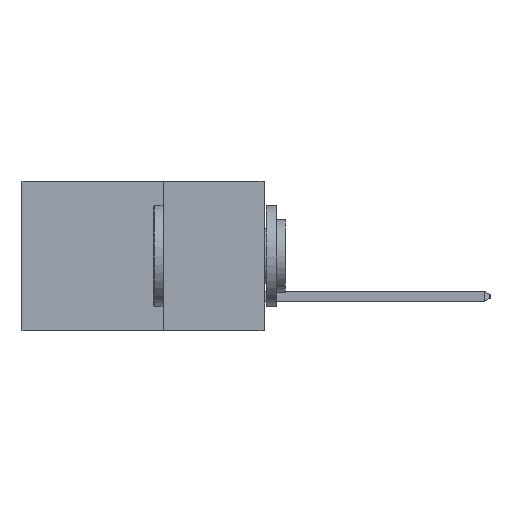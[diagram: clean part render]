
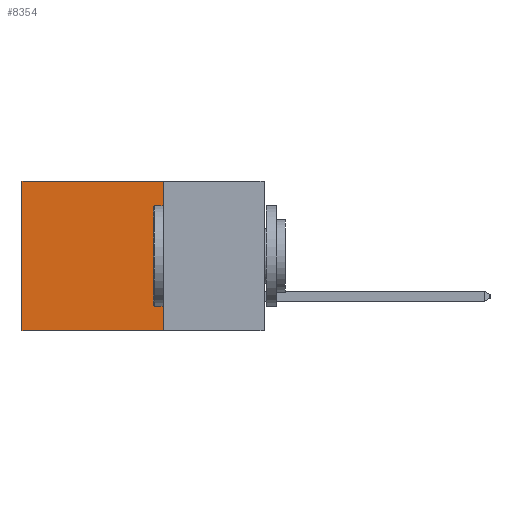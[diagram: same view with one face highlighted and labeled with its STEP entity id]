
A CAD part, left-side view. The second image highlights one B-rep face of the part: STEP entity #8354.
In plain terms, the highlighted planar face has unit normal (-1, 0, 0).
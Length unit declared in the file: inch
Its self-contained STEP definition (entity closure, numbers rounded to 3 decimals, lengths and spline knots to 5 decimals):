
#300 = DIRECTION ( 'NONE',  ( 0., 1., 0. ) ) ;
#598 = EDGE_CURVE ( 'NONE', #823, #9334, #11577, .T. ) ;
#651 = CARTESIAN_POINT ( 'NONE',  ( 0.2615, 0.25, -0.37 ) ) ;
#823 = VERTEX_POINT ( 'NONE', #13354 ) ;
#910 = ORIENTED_EDGE ( 'NONE', *, *, #13572, .T. ) ;
#1321 = EDGE_CURVE ( 'NONE', #823, #10108, #5267, .T. ) ;
#1884 = CARTESIAN_POINT ( 'NONE',  ( 0.2615, 0.6, -0.37 ) ) ;
#3567 = ORIENTED_EDGE ( 'NONE', *, *, #598, .F. ) ;
#4484 = CARTESIAN_POINT ( 'NONE',  ( 0.2615, 0.25, -0.37 ) ) ;
#4862 = VECTOR ( 'NONE', #13781, 39.37008 ) ;
#5267 = LINE ( 'NONE', #14069, #4862 ) ;
#5862 = DIRECTION ( 'NONE',  ( 0., 0., -1. ) ) ;
#6703 = VECTOR ( 'NONE', #300, 39.37008 ) ;
#6843 = EDGE_LOOP ( 'NONE', ( #910, #12165, #3567, #8090 ) ) ;
#7863 = VERTEX_POINT ( 'NONE', #1884 ) ;
#8090 = ORIENTED_EDGE ( 'NONE', *, *, #1321, .T. ) ;
#8354 = ADVANCED_FACE ( 'NONE', ( #15375 ), #12279, .F. ) ;
#8502 = DIRECTION ( 'NONE',  ( 0., 0., -1. ) ) ;
#9334 = VERTEX_POINT ( 'NONE', #651 ) ;
#9549 = DIRECTION ( 'NONE',  ( 0., 0., -1. ) ) ;
#9572 = CARTESIAN_POINT ( 'NONE',  ( 0.2615, 0.25, -0.37 ) ) ;
#10108 = VERTEX_POINT ( 'NONE', #13703 ) ;
#11015 = CARTESIAN_POINT ( 'NONE',  ( 0.2615, 0.25, -0.37 ) ) ;
#11491 = VECTOR ( 'NONE', #8502, 39.37008 ) ;
#11577 = LINE ( 'NONE', #9572, #14765 ) ;
#11894 = LINE ( 'NONE', #14723, #11491 ) ;
#12165 = ORIENTED_EDGE ( 'NONE', *, *, #16276, .F. ) ;
#12279 = PLANE ( 'NONE',  #15902 ) ;
#13354 = CARTESIAN_POINT ( 'NONE',  ( 0.2615, 0.25, 0. ) ) ;
#13484 = LINE ( 'NONE', #4484, #6703 ) ;
#13491 = DIRECTION ( 'NONE',  ( 1., 0., 0. ) ) ;
#13572 = EDGE_CURVE ( 'NONE', #10108, #7863, #11894, .T. ) ;
#13703 = CARTESIAN_POINT ( 'NONE',  ( 0.2615, 0.6, 0. ) ) ;
#13781 = DIRECTION ( 'NONE',  ( 0., 1., 0. ) ) ;
#14069 = CARTESIAN_POINT ( 'NONE',  ( 0.2615, 0.25, 0. ) ) ;
#14723 = CARTESIAN_POINT ( 'NONE',  ( 0.2615, 0.6, -0.37 ) ) ;
#14765 = VECTOR ( 'NONE', #9549, 39.37008 ) ;
#15375 = FACE_OUTER_BOUND ( 'NONE', #6843, .T. ) ;
#15902 = AXIS2_PLACEMENT_3D ( 'NONE', #11015, #13491, #5862 ) ;
#16276 = EDGE_CURVE ( 'NONE', #9334, #7863, #13484, .T. ) ;
